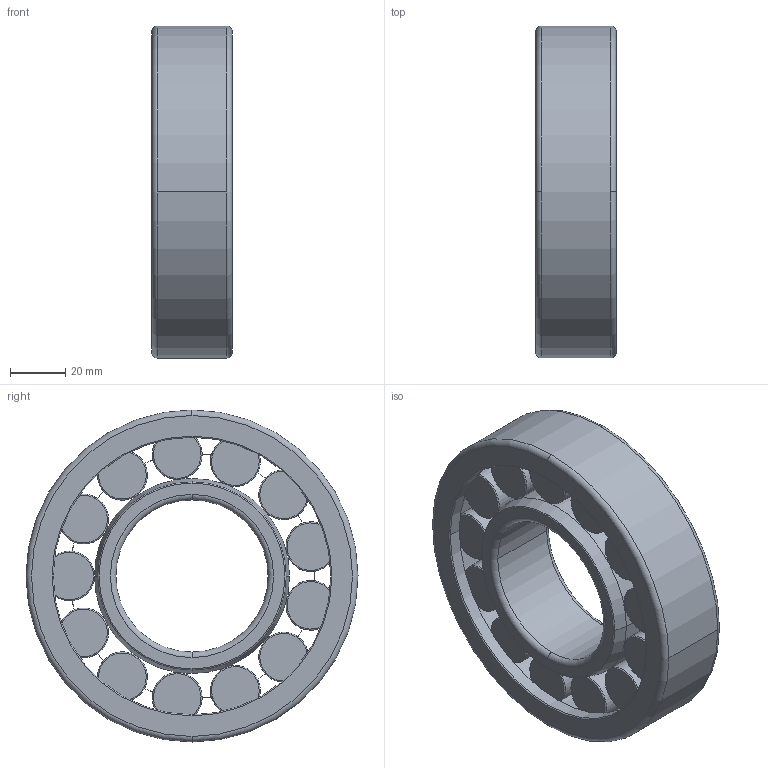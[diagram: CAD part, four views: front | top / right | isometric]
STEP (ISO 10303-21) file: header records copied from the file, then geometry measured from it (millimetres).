
FILE_DESCRIPTION(('STEP AP214'),'1');
FILE_NAME('skf_bearing_nu_311_ecj_2.stp','2023-11-19T09:05:36',('TraceParts'),('TraceParts S.A.'),'Spatial InterOp 3D',' ',' ');
FILE_SCHEMA(('AUTOMOTIVE_DESIGN { 1 0 10303 214 1 1 1 1 }'));
Length unit declared in the file: millimetre
Products named in the file (1): skf_bearing_nu_311_ecj_2_1
Bounding box: 29 x 120 x 120 mm (x, y, z)
Volume: 184386.9 mm3; surface area: 62457.6 mm2
Topology: 3 solids, 3 shells, 168 faces, 464 edges, 328 vertices
Faces by surface type: torus 94, cylinder 38, plane 32, cone 4
Entity records: 6605 total; most frequent: CARTESIAN_POINT 2029, DIRECTION 1072, ORIENTED_EDGE 928, AXIS2_PLACEMENT_3D 515, EDGE_CURVE 464, CIRCLE 344, VERTEX_POINT 328, EDGE_LOOP 200
